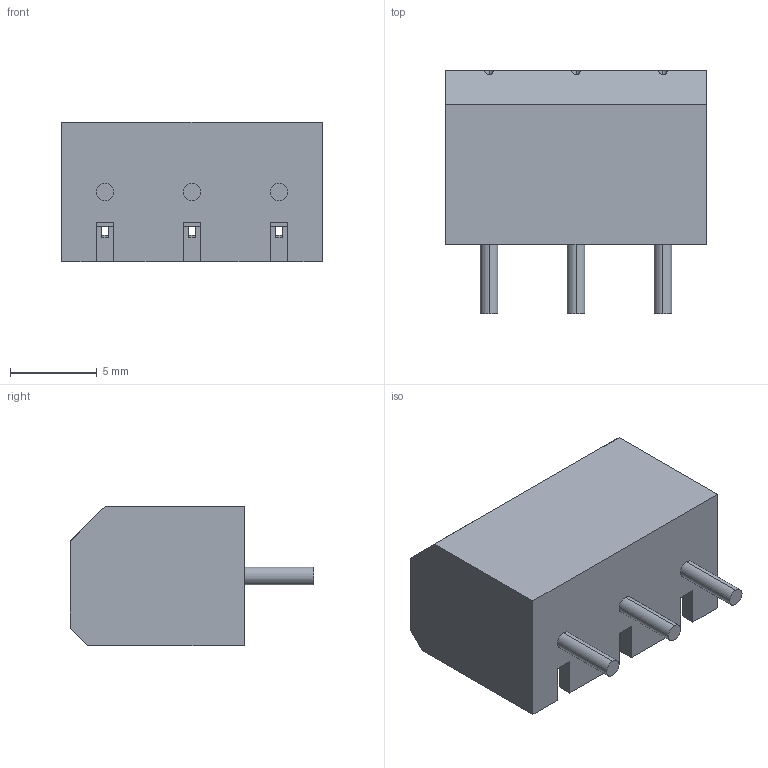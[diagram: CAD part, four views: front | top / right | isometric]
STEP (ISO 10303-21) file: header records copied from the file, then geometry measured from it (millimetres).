
FILE_DESCRIPTION (( 'STEP AP214' ), '1' );
FILE_NAME ('5676A9F2-6F5B-4F24-BC45-A0DC6DAB2FDB.STEP', '2024-02-25T19:41:57', ( '' ), ( '' ), 'SwSTEP 2.0', 'SolidWorks 2022', '' );
FILE_SCHEMA (( 'AUTOMOTIVE_DESIGN' ));
Length unit declared in the file: millimetre
Products named in the file (1): 5676A9F2-6F5B-4F24-BC45-A0DC6DAB2FDB
Bounding box: 15 x 14 x 8 mm (x, y, z)
Volume: 965.8 mm3; surface area: 969.8 mm2
Topology: 1 solids, 1 shells, 108 faces, 297 edges, 194 vertices
Faces by surface type: plane 84, cylinder 24
Entity records: 4078 total; most frequent: CARTESIAN_POINT 618, ORIENTED_EDGE 594, DIRECTION 569, EDGE_CURVE 297, LINE 231, VECTOR 231, VERTEX_POINT 194, AXIS2_PLACEMENT_3D 169
